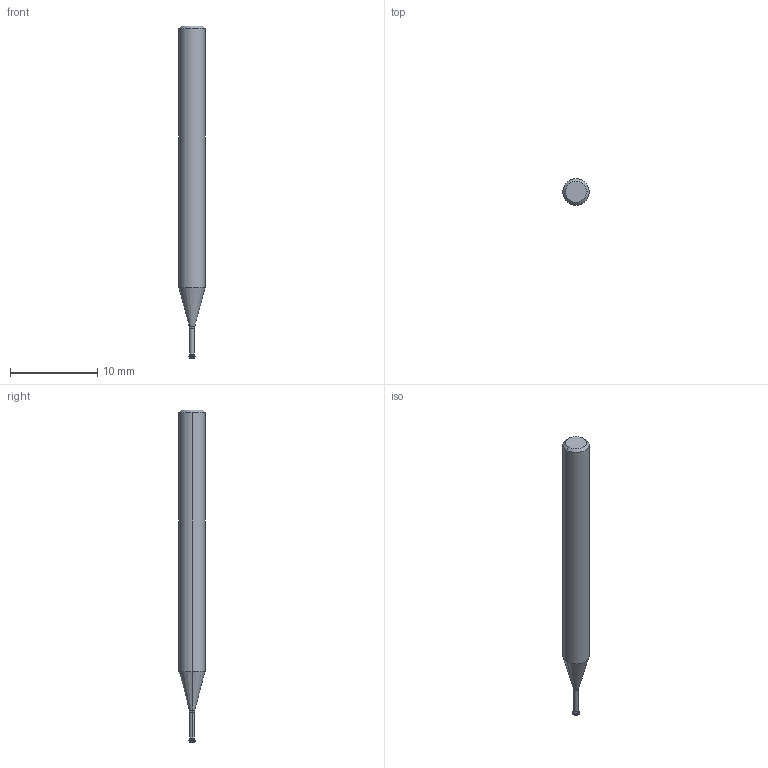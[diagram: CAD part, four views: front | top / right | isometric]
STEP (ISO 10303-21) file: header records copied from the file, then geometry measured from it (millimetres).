
FILE_DESCRIPTION (( 'STEP AP203' ), '1' );
FILE_NAME ('378098.step', '2023-04-19T11:49:46', ( '' ), ( '' ), 'SwSTEP 2.0', 'SolidWorks 2022', '' );
FILE_SCHEMA (( 'CONFIG_CONTROL_DESIGN' ));
Length unit declared in the file: millimetre
Products named in the file (1): 378098
Bounding box: 3 x 3 x 38 mm (x, y, z)
Volume: 225.2 mm3; surface area: 321.6 mm2
Topology: 2 solids, 2 shells, 26 faces, 48 edges, 26 vertices
Faces by surface type: cylinder 10, cone 8, torus 4, plane 4
Entity records: 713 total; most frequent: DIRECTION 132, CARTESIAN_POINT 101, ORIENTED_EDGE 96, AXIS2_PLACEMENT_3D 57, EDGE_CURVE 48, CIRCLE 30, ADVANCED_FACE 26, FACE_OUTER_BOUND 26
